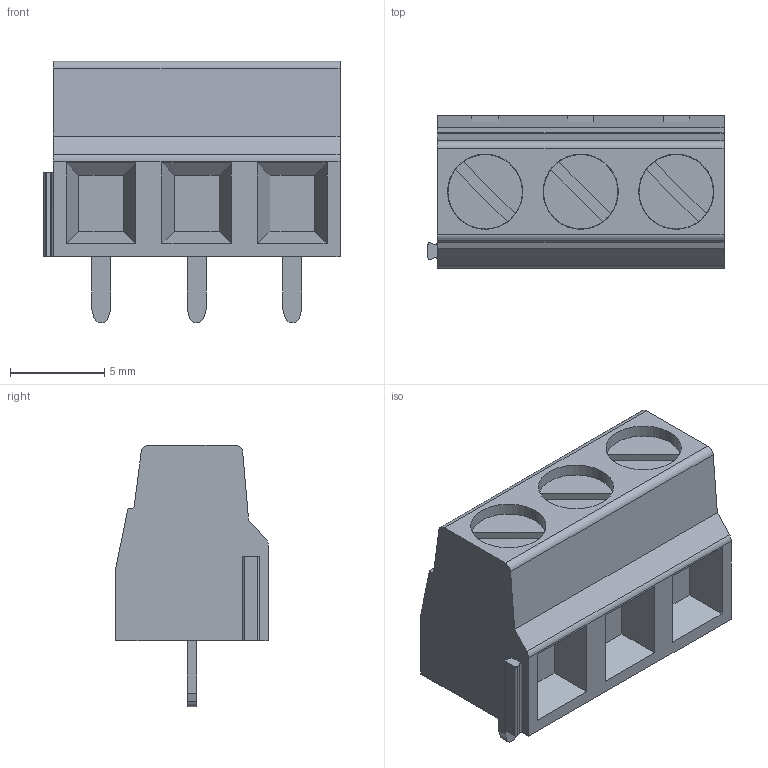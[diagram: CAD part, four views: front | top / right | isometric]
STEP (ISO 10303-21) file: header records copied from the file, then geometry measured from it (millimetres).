
FILE_DESCRIPTION(('CATIA V5 STEP Exchange','CAx-IF Rec.Pracs.--- Model Styling and Organization---1.4--- 2014-01-23'),'2;1');
FILE_NAME ('D1458990_1_1912530000_1912530000.stp','2021-07-23T09:44:40+00:00',('none'),('Weidmueller'),'CATIA Version 5-6 Release 2016 SP3 HF44','CATIA V5 STEP AP214','none');
FILE_SCHEMA(('AUTOMOTIVE_DESIGN { 1 0 10303 214 1 1 1 1 }'));
Length unit declared in the file: millimetre
Products named in the file (1): 1912530000
Bounding box: 15.74 x 8.1 x 13.9 mm (x, y, z)
Volume: 1032.5 mm3; surface area: 1035.8 mm2
Topology: 7 solids, 7 shells, 124 faces, 320 edges, 216 vertices
Faces by surface type: plane 91, cylinder 33
Entity records: 3888 total; most frequent: CARTESIAN_POINT 733, ORIENTED_EDGE 640, DIRECTION 542, EDGE_CURVE 320, VECTOR 242, LINE 242, VERTEX_POINT 216, AXIS2_PLACEMENT_3D 185
